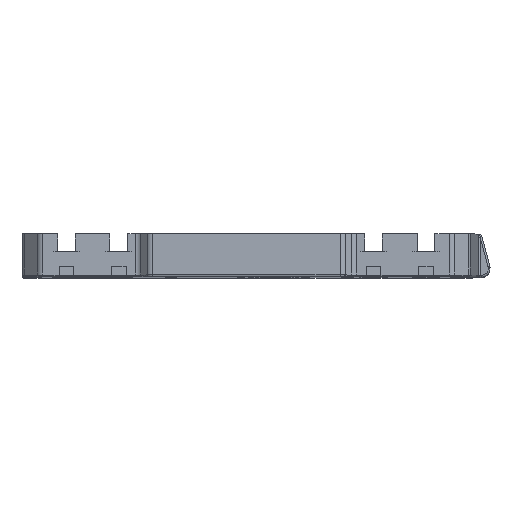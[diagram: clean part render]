
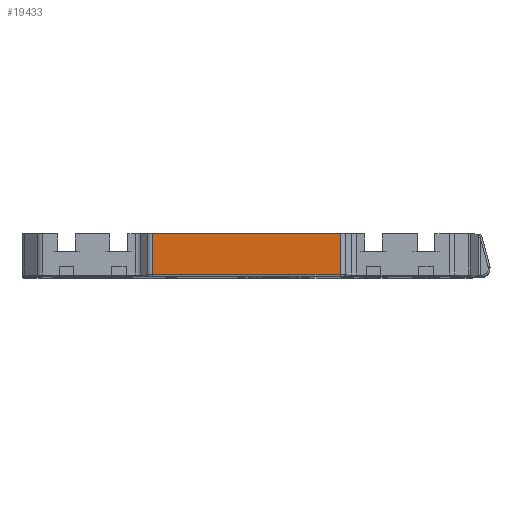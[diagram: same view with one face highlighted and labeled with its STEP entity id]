
A CAD part, top view. The second image highlights one B-rep face of the part: STEP entity #19433.
In plain terms, the highlighted planar face has unit normal (0, 0, 1).
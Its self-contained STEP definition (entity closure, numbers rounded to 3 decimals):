
#2294=FACE_OUTER_BOUND('',#3468,.T.);
#3468=EDGE_LOOP('',(#16511,#16512,#16513,#16514));
#4295=LINE('',#28217,#6222);
#5311=LINE('',#32975,#7238);
#5412=LINE('',#33935,#7339);
#5413=LINE('',#33936,#7340);
#6222=VECTOR('',#22496,1000.);
#7238=VECTOR('',#25334,1000.);
#7339=VECTOR('',#25665,1000.);
#7340=VECTOR('',#25666,1000.);
#8193=VERTEX_POINT('',#28214);
#8194=VERTEX_POINT('',#28216);
#9159=VERTEX_POINT('',#32969);
#9160=VERTEX_POINT('',#32973);
#10186=EDGE_CURVE('',#8194,#8193,#4295,.T.);
#11662=EDGE_CURVE('',#9160,#9159,#5311,.T.);
#11823=EDGE_CURVE('',#8193,#9159,#5412,.T.);
#11824=EDGE_CURVE('',#9160,#8194,#5413,.T.);
#16511=ORIENTED_EDGE('',*,*,#11823,.T.);
#16512=ORIENTED_EDGE('',*,*,#11662,.F.);
#16513=ORIENTED_EDGE('',*,*,#11824,.T.);
#16514=ORIENTED_EDGE('',*,*,#10186,.T.);
#18564=PLANE('',#21125);
#19433=ADVANCED_FACE('',(#2294),#18564,.T.);
#21125=AXIS2_PLACEMENT_3D('',#33934,#25663,#25664);
#22496=DIRECTION('',(-1.,0.,0.));
#25334=DIRECTION('',(-1.,0.,0.));
#25663=DIRECTION('center_axis',(0.,0.,1.));
#25664=DIRECTION('ref_axis',(0.,-1.,0.));
#25665=DIRECTION('',(0.,-1.,0.));
#25666=DIRECTION('',(0.,1.,0.));
#28214=CARTESIAN_POINT('',(-128.276,12.,71.609));
#28216=CARTESIAN_POINT('',(-75.932,12.,71.609));
#28217=CARTESIAN_POINT('',(-129.104,12.,71.609));
#32969=CARTESIAN_POINT('',(-128.276,0.5,71.609));
#32973=CARTESIAN_POINT('',(-75.932,0.5,71.609));
#32975=CARTESIAN_POINT('',(-129.104,0.5,71.609));
#33934=CARTESIAN_POINT('Origin',(-129.104,0.,
71.609));
#33935=CARTESIAN_POINT('',(-128.276,0.,71.609));
#33936=CARTESIAN_POINT('',(-75.932,0.,71.609));
